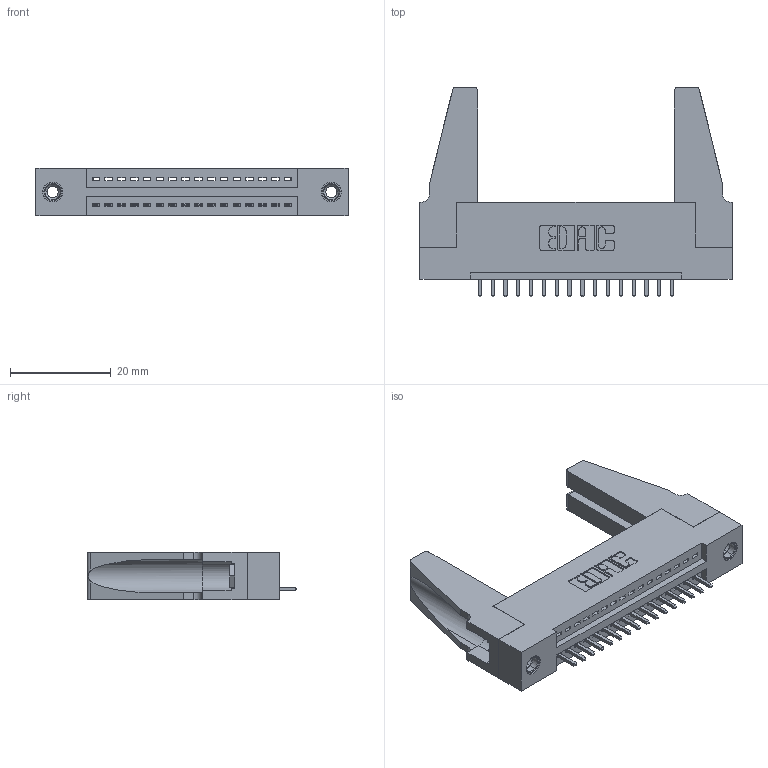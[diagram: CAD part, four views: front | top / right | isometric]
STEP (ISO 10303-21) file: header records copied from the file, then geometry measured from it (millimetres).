
FILE_DESCRIPTION (( 'STEP AP203' ), '1' );
FILE_NAME ('395-016-521-188.STEP', '2019-10-16T15:54:51', ( '' ), ( '' ), 'SwSTEP 2.0', 'SolidWorks 2016', '' );
FILE_SCHEMA (( 'CONFIG_CONTROL_DESIGN' ));
Length unit declared in the file: inch
Products named in the file (5): 345-250-001_345-250-001-102; 345-292-001_345-293-121; 345-220-078_345-220-088; 345 Part_Flush Mounting Lugs - 0.156 Dia-TH; 395-016-521-188
Assembly tree (21 placements, depth 2):
  395-016-521-188
    345 Part_Flush Mounting Lugs - 0.156 Dia-TH
    345-292-001_345-293-121  x16
    345-250-001_345-250-001-102  x2
    345-220-078_345-220-088  x2
Bounding box: 61.87 x 41.58 x 9.4 mm (x, y, z)
Volume: 8870.9 mm3; surface area: 10064.2 mm2
Topology: 21 solids, 21 shells, 1178 faces, 3471 edges, 2282 vertices
Faces by surface type: plane 792, cylinder 370, cone 12, torus 4
Entity records: 17708 total; most frequent: CARTESIAN_POINT 3058, ORIENTED_EDGE 2968, DIRECTION 2716, EDGE_CURVE 1484, LINE 1246, VECTOR 1246, VERTEX_POINT 982, AXIS2_PLACEMENT_3D 735
